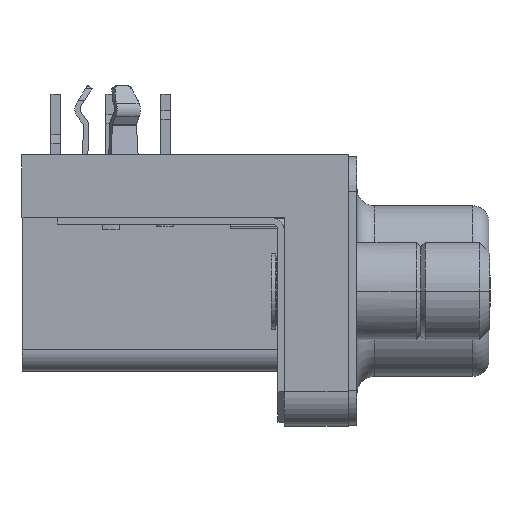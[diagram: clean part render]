
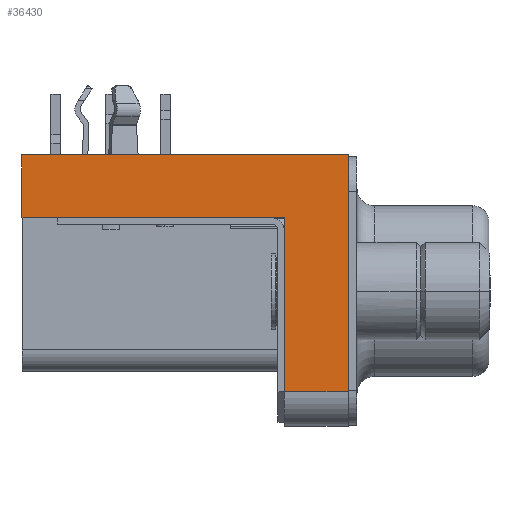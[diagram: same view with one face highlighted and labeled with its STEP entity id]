
A CAD part, left-side view. The second image highlights one B-rep face of the part: STEP entity #36430.
In plain terms, the highlighted planar face has unit normal (-1, 0, 0).
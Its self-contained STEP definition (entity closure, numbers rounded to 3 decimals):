
#23=DIRECTION('',(0.,0.,1.));
#24=VECTOR('',#23,10.95);
#25=CARTESIAN_POINT('',(-15.5,0.,-10.95));
#26=LINE('1770',#25,#24);
#116=DIRECTION('',(0.,1.,0.));
#117=VECTOR('',#116,15.08);
#118=CARTESIAN_POINT('',(-15.5,0.,0.));
#119=LINE('1787',#118,#117);
#170=DIRECTION('',(0.,0.,1.));
#171=VECTOR('',#170,2.9);
#172=CARTESIAN_POINT('',(-15.5,15.08,-2.9));
#173=LINE('1777',#172,#171);
#1594=DIRECTION('',(0.,0.,1.));
#1595=VECTOR('',#1594,8.05);
#1596=CARTESIAN_POINT('',(-15.5,2.95,-10.95));
#1597=LINE('1782',#1596,#1595);
#5053=DIRECTION('',(0.,1.,0.));
#5054=VECTOR('',#5053,12.13);
#5055=CARTESIAN_POINT('',(-15.5,2.95,-2.9));
#5056=LINE('1783',#5055,#5054);
#5057=DIRECTION('',(0.,1.,0.));
#5058=VECTOR('',#5057,2.95);
#5059=CARTESIAN_POINT('',(-15.5,0.,-10.95));
#5060=LINE('1776',#5059,#5058);
#25098=CARTESIAN_POINT('',(-15.5,0.,-10.95));
#25100=VERTEX_POINT('',#25098);
#25101=CARTESIAN_POINT('',(-15.5,0.,0.));
#25102=VERTEX_POINT('',#25101);
#25108=CARTESIAN_POINT('',(-15.5,2.95,-10.95));
#25110=VERTEX_POINT('',#25108);
#25111=CARTESIAN_POINT('',(-15.5,15.08,-2.9));
#25112=CARTESIAN_POINT('',(-15.5,15.08,0.));
#25113=VERTEX_POINT('',#25111);
#25114=VERTEX_POINT('',#25112);
#25125=CARTESIAN_POINT('',(-15.5,2.95,-2.9));
#25126=VERTEX_POINT('',#25125);
#36416=CARTESIAN_POINT('',(-15.5,0.,-10.95));
#36417=DIRECTION('',(-1.,0.,0.));
#36418=DIRECTION('',(0.,0.,1.));
#36419=AXIS2_PLACEMENT_3D('',#36416,#36417,#36418);
#36420=PLANE('9',#36419);
#36421=ORIENTED_EDGE('1782',*,*,#32336,.T.);
#36423=ORIENTED_EDGE('1783',*,*,#36422,.T.);
#36424=ORIENTED_EDGE('1777',*,*,#31331,.T.);
#36425=ORIENTED_EDGE('1787',*,*,#31278,.F.);
#36426=ORIENTED_EDGE('1770',*,*,#31146,.F.);
#36427=ORIENTED_EDGE('1776',*,*,#36411,.T.);
#36428=EDGE_LOOP('9',(#36421,#36423,#36424,#36425,#36426,#36427));
#36429=FACE_OUTER_BOUND('9',#36428,.F.);
#36430=ADVANCED_FACE('9',(#36429),#36420,.T.);
#31146=EDGE_CURVE('1770',#25100,#25102,#26,.T.);
#31278=EDGE_CURVE('1787',#25102,#25114,#119,.T.);
#31331=EDGE_CURVE('1777',#25113,#25114,#173,.T.);
#32336=EDGE_CURVE('1782',#25110,#25126,#1597,.T.);
#36411=EDGE_CURVE('1776',#25100,#25110,#5060,.T.);
#36422=EDGE_CURVE('1783',#25126,#25113,#5056,.T.);
